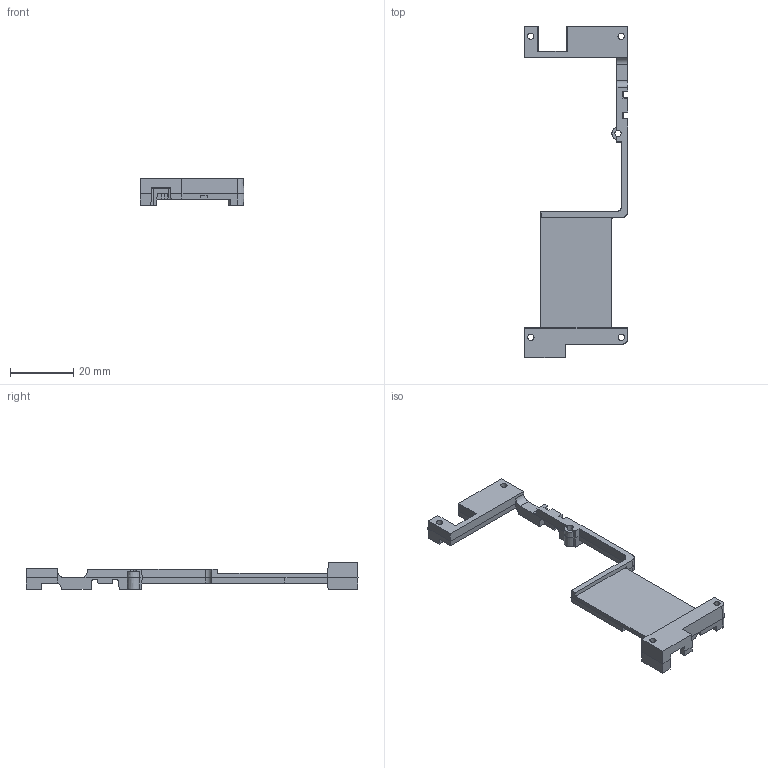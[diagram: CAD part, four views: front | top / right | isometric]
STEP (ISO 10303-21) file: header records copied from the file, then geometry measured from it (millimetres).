
FILE_DESCRIPTION((''),'2;1');
FILE_NAME('H615_4_','2024-03-25T09:14:53',('HR'),(''),'CREO PARAMETRIC BY PTC INC, 2019010','CREO PARAMETRIC BY PTC INC, 2019010','');
FILE_SCHEMA(('AUTOMOTIVE_DESIGN { 1 0 10303 214 1 1 1 1 }'));
Length unit declared in the file: millimetre
Products named in the file (1): H615_4_
Bounding box: 32.89 x 105.02 x 8.5 mm (x, y, z)
Volume: 5104.3 mm3; surface area: 5604.5 mm2
Topology: 1 solids, 1 shells, 159 faces, 441 edges, 283 vertices
Faces by surface type: plane 124, cylinder 19, cone 16
Entity records: 5159 total; most frequent: CARTESIAN_POINT 1025, ORIENTED_EDGE 882, DIRECTION 793, EDGE_CURVE 441, VECTOR 363, LINE 363, VERTEX_POINT 283, AXIS2_PLACEMENT_3D 215
